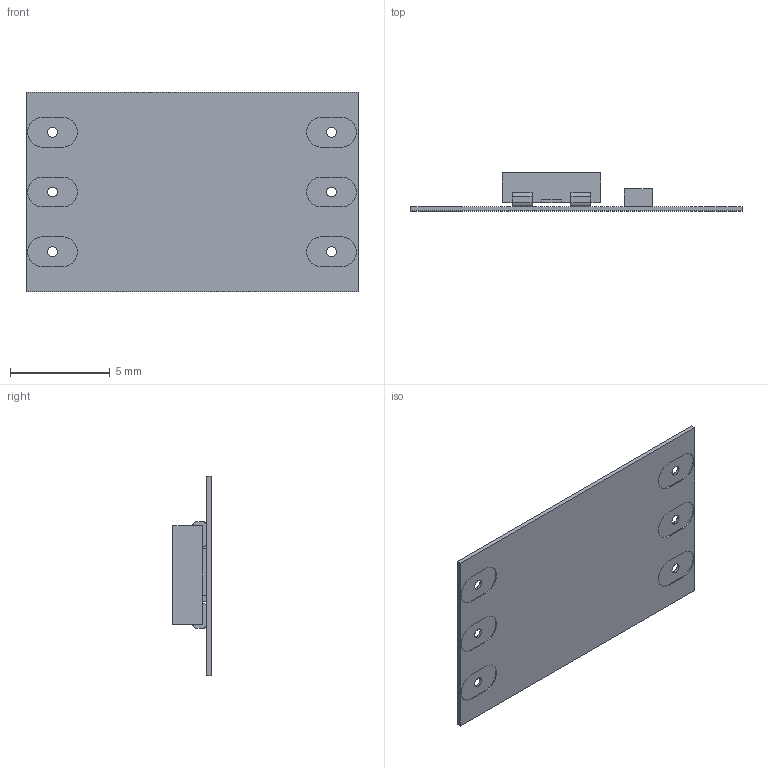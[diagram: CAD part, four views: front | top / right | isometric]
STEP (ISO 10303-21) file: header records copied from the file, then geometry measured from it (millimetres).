
FILE_DESCRIPTION(/* description */ (''),/* implementation_level */ '2;1');
FILE_NAME(/* name */ 'WS2812 60 per meter strip.stp',/* time_stamp */ '2014-05-14T18:28:54-07:00',/* author */ (''),/* organization */ (''),/* preprocessor_version */ 'ST-DEVELOPER v15',/* originating_system */ 'SIEMENS PLM Software NX 9.0',/* authorisation */ '');
FILE_SCHEMA (('AUTOMOTIVE_DESIGN { 1 0 10303 214 3 1 1 1 }'));
Length unit declared in the file: millimetre
Products named in the file (4): capacitor_ws2182_strip; FlexPCB 60 WS2812 per meter; WS2812_RGB_LED; WS2812 60 per meter strip
Assembly tree (3 placements, depth 2):
  WS2812 60 per meter strip
    WS2812_RGB_LED
    FlexPCB 60 WS2812 per meter
    capacitor_ws2182_strip
Bounding box: 16.66 x 1.92 x 10 mm (x, y, z)
Volume: 71.5 mm3; surface area: 452.2 mm2
Topology: 3 solids, 3 shells, 142 faces, 376 edges, 254 vertices
Faces by surface type: plane 98, cylinder 43, cone 1
Full cylindrical faces by diameter (mm): 0.5 x6, 1.146 x1
Entity records: 4903 total; most frequent: CARTESIAN_POINT 766, DIRECTION 764, ORIENTED_EDGE 734, EDGE_CURVE 367, LINE 262, VECTOR 262, VERTEX_POINT 253, AXIS2_PLACEMENT_3D 251
